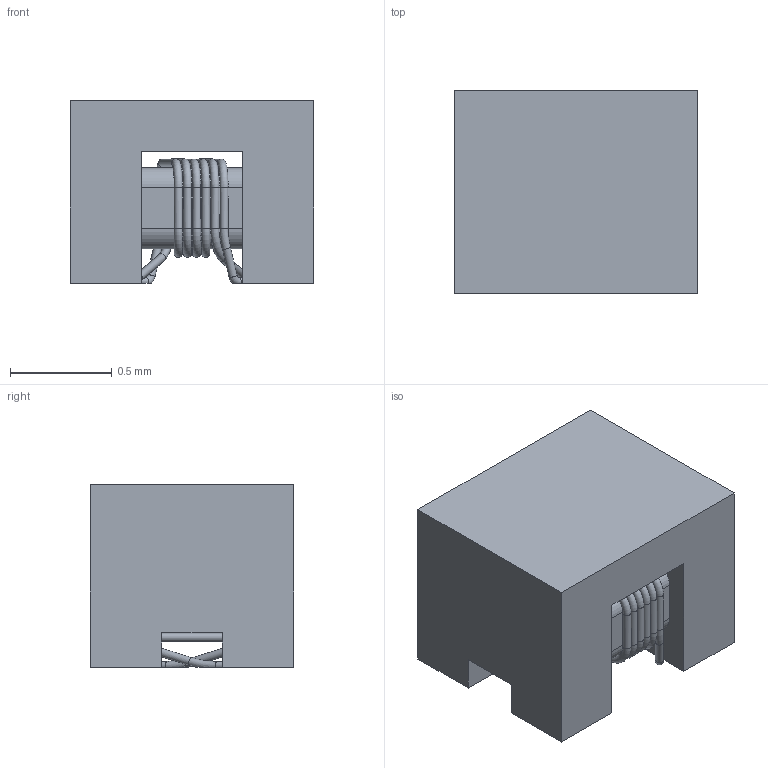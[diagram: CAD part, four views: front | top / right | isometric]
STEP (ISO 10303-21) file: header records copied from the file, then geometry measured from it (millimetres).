
FILE_DESCRIPTION(/* description */ ('Unknown'),/* implementation_level */ '2;1');
FILE_NAME(/* name */ 'L_Wurth_WE-CNSW-HF-0504',/* time_stamp */ '2025-06-19T11:40:33+08:00',/* author */ ('Unknown'),/* organization */ ('Unknown'),/* preprocessor_version */ 'ST-DEVELOPER v19.4',/* originating_system */ 'Solid Edge',/* authorisation */ 'Unknown');
FILE_SCHEMA (('AUTOMOTIVE_DESIGN {1 0 10303 214 3 1 1}'));
Length unit declared in the file: millimetre
Products named in the file (2): L_Wurth_WE-CNSW-HF-0504
Assembly tree (1 placements, depth 2):
  L_Wurth_WE-CNSW-HF-0504
    L_Wurth_WE-CNSW-HF-0504
Bounding box: 1.2 x 1 x 0.9 mm (x, y, z)
Volume: 0.9 mm3; surface area: 9.3 mm2
Topology: 1 solids, 1 shells, 82 faces, 222 edges, 136 vertices
Faces by surface type: cylinder 34, torus 28, plane 20
Full cylindrical faces by diameter (mm): 0.04 x26
Entity records: 2810 total; most frequent: CARTESIAN_POINT 512, DIRECTION 332, ORIENTED_EDGE 296, EDGE_CURVE 148, EDGE_LOOP 136, FACE_BOUND 136, AXIS2_PLACEMENT_3D 128, VERTEX_POINT 116
